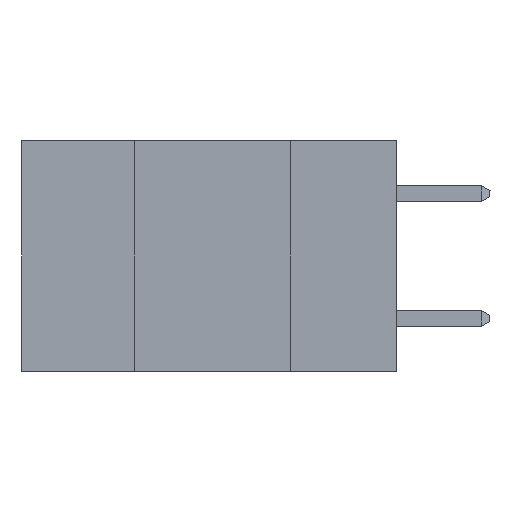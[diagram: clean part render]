
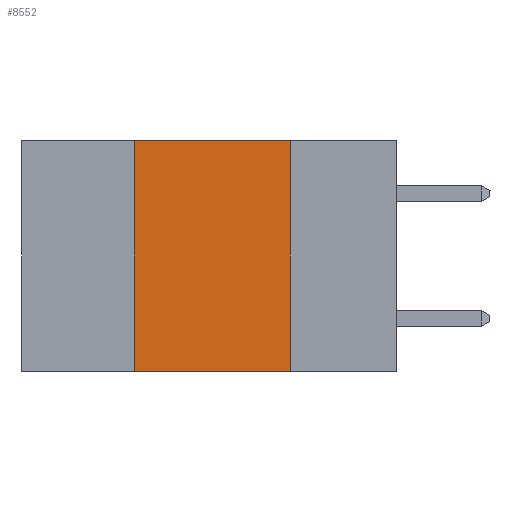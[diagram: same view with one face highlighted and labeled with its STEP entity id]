
A CAD part, left-side view. The second image highlights one B-rep face of the part: STEP entity #8552.
In plain terms, the highlighted planar face has unit normal (-1, 0, 0).
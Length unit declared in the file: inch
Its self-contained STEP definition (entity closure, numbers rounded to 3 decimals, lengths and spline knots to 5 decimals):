
#68 = VERTEX_POINT ( 'NONE', #1007 ) ;
#990 = VERTEX_POINT ( 'NONE', #13895 ) ;
#1007 = CARTESIAN_POINT ( 'NONE',  ( 0., 0.17, 0. ) ) ;
#1257 = EDGE_LOOP ( 'NONE', ( #8299, #16669, #7093, #14522 ) ) ;
#2682 = DIRECTION ( 'NONE',  ( 0., -1., 0. ) ) ;
#2737 = CARTESIAN_POINT ( 'NONE',  ( 0., 0.6, 0. ) ) ;
#4271 = CARTESIAN_POINT ( 'NONE',  ( 0., 0.6, -0.37 ) ) ;
#4449 = CARTESIAN_POINT ( 'NONE',  ( 0., 0.17, 0. ) ) ;
#4585 = VERTEX_POINT ( 'NONE', #9730 ) ;
#5610 = DIRECTION ( 'NONE',  ( 0., -1., 0. ) ) ;
#5798 = DIRECTION ( 'NONE',  ( 0., 0., -1. ) ) ;
#5942 = LINE ( 'NONE', #4449, #12087 ) ;
#6351 = VECTOR ( 'NONE', #5610, 39.37008 ) ;
#6452 = DIRECTION ( 'NONE',  ( 0., 0., 1. ) ) ;
#7007 = VERTEX_POINT ( 'NONE', #12132 ) ;
#7093 = ORIENTED_EDGE ( 'NONE', *, *, #15796, .F. ) ;
#8246 = LINE ( 'NONE', #2737, #11326 ) ;
#8299 = ORIENTED_EDGE ( 'NONE', *, *, #16645, .F. ) ;
#8552 = ADVANCED_FACE ( 'NONE', ( #11949 ), #16710, .F. ) ;
#9265 = LINE ( 'NONE', #14270, #11994 ) ;
#9730 = CARTESIAN_POINT ( 'NONE',  ( 0., 0.42, 0. ) ) ;
#10547 = EDGE_CURVE ( 'NONE', #4585, #68, #8246, .T. ) ;
#11326 = VECTOR ( 'NONE', #2682, 39.37008 ) ;
#11949 = FACE_OUTER_BOUND ( 'NONE', #1257, .T. ) ;
#11994 = VECTOR ( 'NONE', #6452, 39.37008 ) ;
#12087 = VECTOR ( 'NONE', #5798, 39.37008 ) ;
#12132 = CARTESIAN_POINT ( 'NONE',  ( 0., 0.17, -0.37 ) ) ;
#13223 = EDGE_CURVE ( 'NONE', #990, #7007, #16320, .T. ) ;
#13895 = CARTESIAN_POINT ( 'NONE',  ( 0., 0.42, -0.37 ) ) ;
#14270 = CARTESIAN_POINT ( 'NONE',  ( 0., 0.42, 0. ) ) ;
#14522 = ORIENTED_EDGE ( 'NONE', *, *, #13223, .T. ) ;
#15498 = AXIS2_PLACEMENT_3D ( 'NONE', #16403, #16386, #16313 ) ;
#15796 = EDGE_CURVE ( 'NONE', #990, #4585, #9265, .T. ) ;
#16313 = DIRECTION ( 'NONE',  ( 0., 0., -1. ) ) ;
#16320 = LINE ( 'NONE', #4271, #6351 ) ;
#16386 = DIRECTION ( 'NONE',  ( 1., 0., 0. ) ) ;
#16403 = CARTESIAN_POINT ( 'NONE',  ( 0., 0.6, 0. ) ) ;
#16645 = EDGE_CURVE ( 'NONE', #68, #7007, #5942, .T. ) ;
#16669 = ORIENTED_EDGE ( 'NONE', *, *, #10547, .F. ) ;
#16710 = PLANE ( 'NONE',  #15498 ) ;
